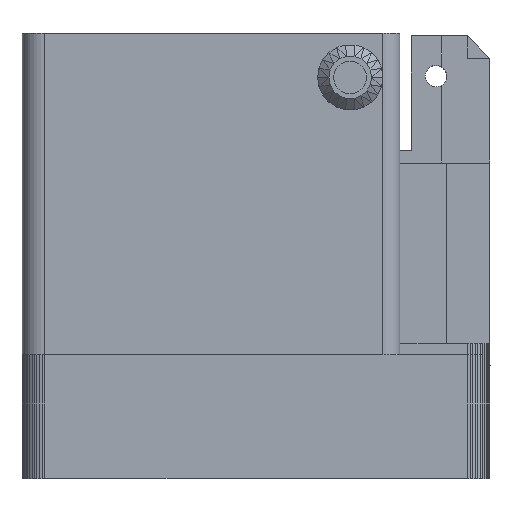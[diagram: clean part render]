
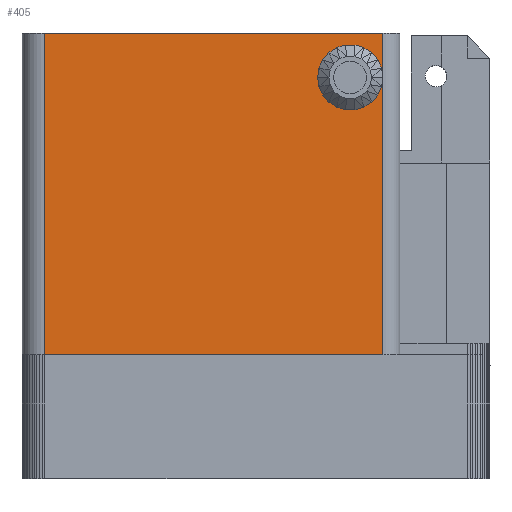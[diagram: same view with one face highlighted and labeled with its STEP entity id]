
A CAD part, left-side view. The second image highlights one B-rep face of the part: STEP entity #405.
In plain terms, the highlighted planar face has unit normal (-1, 0, 0).
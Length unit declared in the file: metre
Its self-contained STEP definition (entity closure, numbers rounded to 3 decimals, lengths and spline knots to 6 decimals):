
#405=ADVANCED_FACE('6:80929',(#943,#944),#945,.T.);
#943=FACE_BOUND('',#1614,.T.);
#944=FACE_OUTER_BOUND('',#1615,.T.);
#945=PLANE('',#1616);
#1614=EDGE_LOOP('',(#2758,#2759,#2760,#2761,#2762,#2763,#2764,#2765,#2766,#2767,#2768,#2769,#2770,#2771,#2772,#2773,#2774,#2775,#2776,#2777,#2778,#2779));
#1615=EDGE_LOOP('',(#2780,#2781,#2782,#2783,#2784));
#1616=AXIS2_PLACEMENT_3D('',#2785,#2786,#2787);
#2758=ORIENTED_EDGE('',*,*,#4433,.F.);
#2759=ORIENTED_EDGE('',*,*,#4434,.F.);
#2760=ORIENTED_EDGE('',*,*,#4435,.F.);
#2761=ORIENTED_EDGE('',*,*,#4436,.F.);
#2762=ORIENTED_EDGE('',*,*,#4437,.T.);
#2763=ORIENTED_EDGE('',*,*,#4438,.F.);
#2764=ORIENTED_EDGE('',*,*,#4439,.F.);
#2765=ORIENTED_EDGE('',*,*,#4440,.F.);
#2766=ORIENTED_EDGE('',*,*,#4441,.F.);
#2767=ORIENTED_EDGE('',*,*,#4442,.F.);
#2768=ORIENTED_EDGE('',*,*,#4443,.T.);
#2769=ORIENTED_EDGE('',*,*,#4444,.F.);
#2770=ORIENTED_EDGE('',*,*,#4445,.F.);
#2771=ORIENTED_EDGE('',*,*,#4446,.F.);
#2772=ORIENTED_EDGE('',*,*,#4447,.F.);
#2773=ORIENTED_EDGE('',*,*,#4448,.T.);
#2774=ORIENTED_EDGE('',*,*,#4449,.F.);
#2775=ORIENTED_EDGE('',*,*,#4450,.F.);
#2776=ORIENTED_EDGE('',*,*,#4451,.F.);
#2777=ORIENTED_EDGE('',*,*,#4452,.F.);
#2778=ORIENTED_EDGE('',*,*,#4453,.T.);
#2779=ORIENTED_EDGE('',*,*,#4454,.T.);
#2780=ORIENTED_EDGE('',*,*,#4344,.F.);
#2781=ORIENTED_EDGE('',*,*,#4418,.F.);
#2782=ORIENTED_EDGE('',*,*,#4455,.F.);
#2783=ORIENTED_EDGE('',*,*,#4456,.F.);
#2784=ORIENTED_EDGE('',*,*,#4428,.T.);
#2785=CARTESIAN_POINT('',(-0.024,0.01038,0.033732));
#2786=DIRECTION('',(-1.0,0.0,0.0));
#2787=DIRECTION('',(0.0,0.0,1.0));
#4344=EDGE_CURVE('21:143272',#5320,#5317,#5322,.T.);
#4418=EDGE_CURVE('6:80935',#5423,#5320,#5425,.T.);
#4428=EDGE_CURVE('0:2717',#5437,#5317,#5438,.T.);
#4433=EDGE_CURVE('0:2729',#5443,#5444,#5445,.T.);
#4434=EDGE_CURVE('0:2732',#5446,#5443,#5447,.T.);
#4435=EDGE_CURVE('0:2735',#5448,#5446,#5449,.T.);
#4436=EDGE_CURVE('0:2738',#5450,#5448,#5451,.T.);
#4437=EDGE_CURVE('0:2741',#5450,#5452,#5453,.T.);
#4438=EDGE_CURVE('0:2744',#5454,#5452,#5455,.T.);
#4439=EDGE_CURVE('0:2747',#5456,#5454,#5457,.T.);
#4440=EDGE_CURVE('0:2750',#5458,#5456,#5459,.T.);
#4441=EDGE_CURVE('0:2753',#5460,#5458,#5461,.T.);
#4442=EDGE_CURVE('0:2756',#5462,#5460,#5463,.T.);
#4443=EDGE_CURVE('0:2759',#5462,#5464,#5465,.T.);
#4444=EDGE_CURVE('0:2762',#5466,#5464,#5467,.T.);
#4445=EDGE_CURVE('0:2765',#5468,#5466,#5469,.T.);
#4446=EDGE_CURVE('0:2768',#5470,#5468,#5471,.T.);
#4447=EDGE_CURVE('0:2771',#5472,#5470,#5473,.T.);
#4448=EDGE_CURVE('0:2774',#5472,#5474,#5475,.T.);
#4449=EDGE_CURVE('0:2777',#5476,#5474,#5477,.T.);
#4450=EDGE_CURVE('0:2780',#5478,#5476,#5479,.T.);
#4451=EDGE_CURVE('0:2783',#5480,#5478,#5481,.T.);
#4452=EDGE_CURVE('0:2786',#5482,#5480,#5483,.T.);
#4453=EDGE_CURVE('0:2723',#5482,#5484,#5485,.T.);
#4454=EDGE_CURVE('0:2726',#5484,#5444,#5486,.T.);
#4455=EDGE_CURVE('11:46779',#5487,#5423,#5488,.T.);
#4456=EDGE_CURVE('21:141995',#5437,#5487,#5489,.T.);
#5317=VERTEX_POINT('',#6705);
#5320=VERTEX_POINT('',#6708);
#5322=LINE('',#6710,#6711);
#5423=VERTEX_POINT('',#6861);
#5425=LINE('',#6864,#6865);
#5437=VERTEX_POINT('',#6882);
#5438=LINE('',#6883,#6884);
#5443=VERTEX_POINT('',#6891);
#5444=VERTEX_POINT('',#6892);
#5445=LINE('',#6893,#6894);
#5446=VERTEX_POINT('',#6895);
#5447=LINE('',#6896,#6897);
#5448=VERTEX_POINT('',#6898);
#5449=LINE('',#6899,#6900);
#5450=VERTEX_POINT('',#6901);
#5451=LINE('',#6902,#6903);
#5452=VERTEX_POINT('',#6904);
#5453=LINE('',#6905,#6906);
#5454=VERTEX_POINT('',#6907);
#5455=LINE('',#6908,#6909);
#5456=VERTEX_POINT('',#6910);
#5457=LINE('',#6911,#6912);
#5458=VERTEX_POINT('',#6913);
#5459=LINE('',#6914,#6915);
#5460=VERTEX_POINT('',#6916);
#5461=LINE('',#6917,#6918);
#5462=VERTEX_POINT('',#6919);
#5463=LINE('',#6920,#6921);
#5464=VERTEX_POINT('',#6922);
#5465=LINE('',#6923,#6924);
#5466=VERTEX_POINT('',#6925);
#5467=LINE('',#6926,#6927);
#5468=VERTEX_POINT('',#6928);
#5469=LINE('',#6929,#6930);
#5470=VERTEX_POINT('',#6931);
#5471=LINE('',#6932,#6933);
#5472=VERTEX_POINT('',#6934);
#5473=LINE('',#6935,#6936);
#5474=VERTEX_POINT('',#6937);
#5475=LINE('',#6938,#6939);
#5476=VERTEX_POINT('',#6940);
#5477=LINE('',#6941,#6942);
#5478=VERTEX_POINT('',#6943);
#5479=LINE('',#6944,#6945);
#5480=VERTEX_POINT('',#6946);
#5481=LINE('',#6947,#6948);
#5482=VERTEX_POINT('',#6949);
#5483=LINE('',#6950,#6951);
#5484=VERTEX_POINT('',#6952);
#5485=LINE('',#6953,#6954);
#5486=LINE('',#6955,#6956);
#5487=VERTEX_POINT('',#6957);
#5488=LINE('',#6958,#6959);
#5489=LINE('',#6960,#6961);
#6705=CARTESIAN_POINT('',(-0.024,0.00504,0.0107));
#6708=CARTESIAN_POINT('',(-0.024,0.00504,0.0392));
#6710=CARTESIAN_POINT('',(-0.024,0.00504,0.028323));
#6711=VECTOR('',#8059,1.0);
#6861=CARTESIAN_POINT('',(-0.024,0.03504,0.0392));
#6864=CARTESIAN_POINT('',(-0.024,0.021585,0.0392));
#6865=VECTOR('',#8119,1.0);
#6882=CARTESIAN_POINT('',(-0.024,0.03504,0.0107));
#6883=CARTESIAN_POINT('',(-0.024,0.00296,0.0107));
#6884=VECTOR('',#8125,1.0);
#6891=CARTESIAN_POINT('',(-0.024,0.010723,0.036117));
#6892=CARTESIAN_POINT('',(-0.024,0.01084,0.0353));
#6893=CARTESIAN_POINT('',(-0.024,0.010936,0.034635));
#6894=VECTOR('',#8131,1.0);
#6895=CARTESIAN_POINT('',(-0.024,0.01038,0.036868));
#6896=CARTESIAN_POINT('',(-0.024,0.011144,0.035195));
#6897=VECTOR('',#8132,1.0);
#6898=CARTESIAN_POINT('',(-0.024,0.009839,0.037492));
#6899=CARTESIAN_POINT('',(-0.024,0.011156,0.035972));
#6900=VECTOR('',#8133,1.0);
#6901=CARTESIAN_POINT('',(-0.024,0.009145,0.037938));
#6902=CARTESIAN_POINT('',(-0.024,0.010885,0.036819));
#6903=VECTOR('',#8134,1.0);
#6904=CARTESIAN_POINT('',(-0.024,0.008353,0.03817));
#6905=CARTESIAN_POINT('',(-0.024,0.010282,0.037604));
#6906=VECTOR('',#8135,1.0);
#6907=CARTESIAN_POINT('',(-0.024,0.007527,0.03817));
#6908=CARTESIAN_POINT('',(-0.024,0.008995,0.03817));
#6909=VECTOR('',#8136,1.0);
#6910=CARTESIAN_POINT('',(-0.024,0.006735,0.037938));
#6911=CARTESIAN_POINT('',(-0.024,0.00824,0.03838));
#6912=VECTOR('',#8137,1.0);
#6913=CARTESIAN_POINT('',(-0.024,0.006041,0.037492));
#6914=CARTESIAN_POINT('',(-0.024,0.007068,0.038152));
#6915=VECTOR('',#8138,1.0);
#6916=CARTESIAN_POINT('',(-0.024,0.0055,0.036868));
#6917=CARTESIAN_POINT('',(-0.024,0.006041,0.037492));
#6918=VECTOR('',#8139,1.0);
#6919=CARTESIAN_POINT('',(-0.024,0.005157,0.036117));
#6920=CARTESIAN_POINT('',(-0.024,0.005329,0.036492));
#6921=VECTOR('',#8140,1.0);
#6922=CARTESIAN_POINT('',(-0.024,0.00504,0.0353));
#6923=CARTESIAN_POINT('',(-0.024,0.005042,0.035317));
#6924=VECTOR('',#8141,1.0);
#6925=CARTESIAN_POINT('',(-0.024,0.005157,0.034483));
#6926=CARTESIAN_POINT('',(-0.024,0.005205,0.034156));
#6927=VECTOR('',#8142,1.0);
#6928=CARTESIAN_POINT('',(-0.024,0.0055,0.033732));
#6929=CARTESIAN_POINT('',(-0.024,0.00575,0.033186));
#6930=VECTOR('',#8143,1.0);
#6931=CARTESIAN_POINT('',(-0.024,0.006041,0.033108));
#6932=CARTESIAN_POINT('',(-0.024,0.006547,0.032525));
#6933=VECTOR('',#8144,1.0);
#6934=CARTESIAN_POINT('',(-0.024,0.006735,0.032662));
#6935=CARTESIAN_POINT('',(-0.024,0.007434,0.032213));
#6936=VECTOR('',#8145,1.0);
#6937=CARTESIAN_POINT('',(-0.024,0.007527,0.03243));
#6938=CARTESIAN_POINT('',(-0.024,0.008268,0.032212));
#6939=VECTOR('',#8146,1.0);
#6940=CARTESIAN_POINT('',(-0.024,0.008353,0.03243));
#6941=CARTESIAN_POINT('',(-0.024,0.009366,0.03243));
#6942=VECTOR('',#8147,1.0);
#6943=CARTESIAN_POINT('',(-0.024,0.009145,0.032662));
#6944=CARTESIAN_POINT('',(-0.024,0.009462,0.032755));
#6945=VECTOR('',#8148,1.0);
#6946=CARTESIAN_POINT('',(-0.024,0.009839,0.033108));
#6947=CARTESIAN_POINT('',(-0.024,0.009825,0.033099));
#6948=VECTOR('',#8149,1.0);
#6949=CARTESIAN_POINT('',(-0.024,0.01038,0.033732));
#6950=CARTESIAN_POINT('',(-0.024,0.010109,0.03342));
#6951=VECTOR('',#8150,1.0);
#6952=CARTESIAN_POINT('',(-0.024,0.010723,0.034483));
#6953=CARTESIAN_POINT('',(-0.024,0.01038,0.033732));
#6954=VECTOR('',#8151,1.0);
#6955=CARTESIAN_POINT('',(-0.024,0.010666,0.034091));
#6956=VECTOR('',#8152,1.0);
#6957=CARTESIAN_POINT('',(-0.024,0.03504,0.0392));
#6958=CARTESIAN_POINT('',(-0.024,0.03504,0.036466));
#6959=VECTOR('',#8153,1.0);
#6960=CARTESIAN_POINT('',(-0.024,0.03504,0.030024));
#6961=VECTOR('',#8154,1.0);
#8059=DIRECTION('',(0.0,0.0,-1.0));
#8119=DIRECTION('',(-0.0,-1.0,-0.0));
#8125=DIRECTION('',(-0.0,-1.0,-0.0));
#8131=DIRECTION('',(0.0,0.142,-0.99));
#8132=DIRECTION('',(0.0,0.415,-0.91));
#8133=DIRECTION('',(0.0,0.655,-0.756));
#8134=DIRECTION('',(0.0,0.841,-0.541));
#8135=DIRECTION('',(0.0,-0.959,0.282));
#8136=DIRECTION('',(0.0,1.0,0.0));
#8137=DIRECTION('',(0.0,0.959,0.282));
#8138=DIRECTION('',(0.0,0.841,0.541));
#8139=DIRECTION('',(0.0,0.655,0.756));
#8140=DIRECTION('',(0.0,0.415,0.91));
#8141=DIRECTION('',(-0.0,-0.142,-0.99));
#8142=DIRECTION('',(0.0,-0.142,0.99));
#8143=DIRECTION('',(0.0,-0.415,0.91));
#8144=DIRECTION('',(0.0,-0.655,0.756));
#8145=DIRECTION('',(0.0,-0.841,0.541));
#8146=DIRECTION('',(0.0,0.959,-0.282));
#8147=DIRECTION('',(0.0,-1.0,0.0));
#8148=DIRECTION('',(-0.0,-0.959,-0.282));
#8149=DIRECTION('',(-0.0,-0.841,-0.541));
#8150=DIRECTION('',(-0.0,-0.655,-0.756));
#8151=DIRECTION('',(0.0,0.415,0.91));
#8152=DIRECTION('',(0.0,0.142,0.99));
#8153=DIRECTION('',(0.0,0.0,1.0));
#8154=DIRECTION('',(0.0,0.0,1.0));
